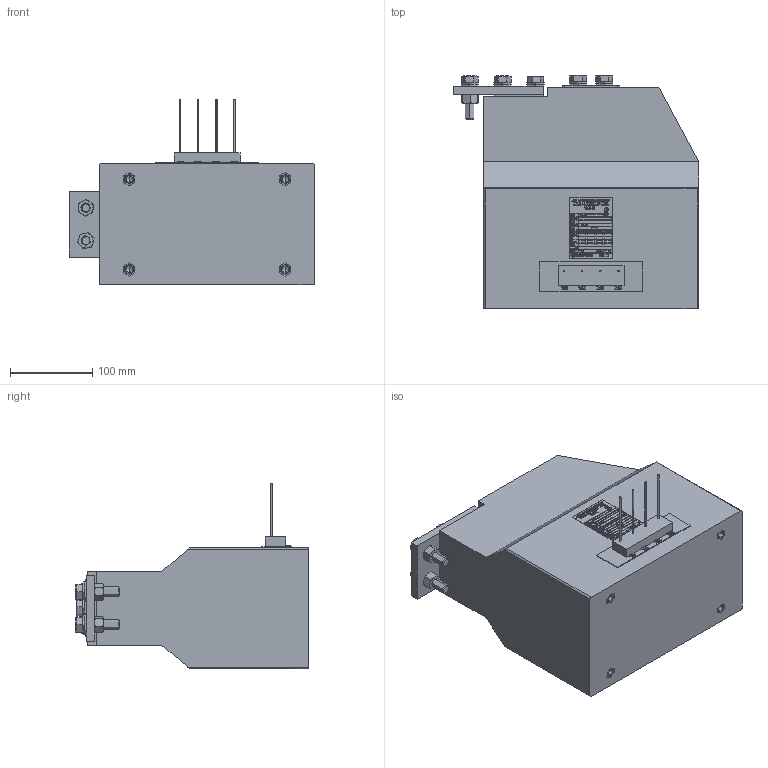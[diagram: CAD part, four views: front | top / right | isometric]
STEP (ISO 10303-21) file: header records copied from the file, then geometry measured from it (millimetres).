
FILE_DESCRIPTION (( 'STEP AP214' ), '1' );
FILE_NAME ('ﾒﾋﾊ-ﾑﾒ-10-ﾒﾂﾋﾌ1 (1000ﾀ-1500ﾀ).STEP', '2023-07-18T11:17:54', ( '' ), ( '' ), 'SwSTEP 2.0', 'SolidWorks 2014', '' );
FILE_SCHEMA (( 'AUTOMOTIVE_DESIGN' ));
Length unit declared in the file: millimetre
Products named in the file (67): curved spring lock washer_din; plain washer hardened grade a_din; ïðîâîä^Êîïèÿ Ñáîðêà3_ÈÁËÒ.671213.019-01 ÒËÊ-ÑÒ-10-7; ÂÅÈÓ.758472.005 Ãàéêà ñïåöèàëüíàÿ Ì10; plain washer hardened grade a_din_Washer DIN 125 - A 13 - 300HV; 2,5-6-刳-0,3 襞旂 22021-82 蝂麔; curved spring lock washer_din_Spring washer DIN 128 - A12; Íàêîíå÷íèê ñ ïðîâîäîì; hex screw gradec_iso; 屡扔.745211.003 袜觐礤黜桕; ÂÅÈÓ.757465.007À-01  Íàêîíå÷íèê; ÂÅÈÓ.687323.004 Íàêîíå÷íèê_-00 (1000-1500€); 屡扔.687323.004 袜觐礤黜桕; 扻豵鵨 畟佮; ������ ����_1000�,1500�-� (2-� ���); ﾒﾋﾊ-ﾑﾒ-10-ﾒﾂﾋﾌ1 (1000ﾀ-1500ﾀ); ÂÅÈÓ.754312.182À Òàáëè÷êà òåõíè÷åñêèõ äàííûõ ÒËÊ-ÑÒ_; Íàêîíå÷íèê ñ ïðîâîäîì_00; hex nut style 1 gradeab_iso; Êîïèÿ Êîïèÿ Ñáîðêà3^Ñáîðêà2; ÂÅÈÓ.754312.182À Òàáëè÷êà òåõíè÷åñêèõ äàííûõ ÒËÊ-ÑÒ__-00; hex nut style 1 gradeab_iso_Hexagon Nut ISO - 4032 - M12 - D - N; hex screw gradec_iso_ISO 4018 - M12 x 45-NN; ÂÅÈÓ.745211.003 Íàêîíå÷íèê_-00 (1000-1500€); hex screw gradec_iso_ISO 4018 - M12 x 30-NN
Assembly tree (53 placements, depth 4):
  curved spring lock washer_din
  plain washer hardened grade a_din
  ïðîâîä^Êîïèÿ Ñáîðêà3_ÈÁËÒ.671213.019-01 ÒËÊ-ÑÒ-10-7
  ÂÅÈÓ.758472.005 Ãàéêà ñïåöèàëüíàÿ Ì10
  plain washer hardened grade a_din
Bounding box: 299 x 284.55 x 226.6 mm (x, y, z)
Volume: 8956824.5 mm3; surface area: 411011.3 mm2
Topology: 46 solids, 51 shells, 3698 faces, 9551 edges, 6270 vertices
Faces by surface type: plane 2175, bspline 1024, cylinder 265, cone 200, torus 30, sphere 4
Entity records: 177623 total; most frequent: CARTESIAN_POINT 73695, ORIENTED_EDGE 17066, DIRECTION 11431, EDGE_CURVE 8533, LINE 6057, VECTOR 6057, VERTEX_POINT 5649, EDGE_LOOP 3576
